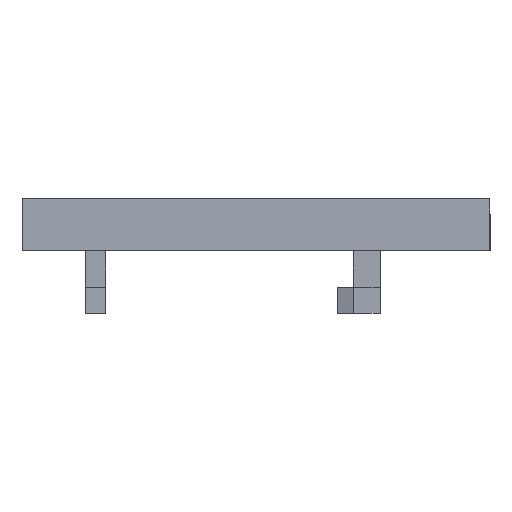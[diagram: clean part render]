
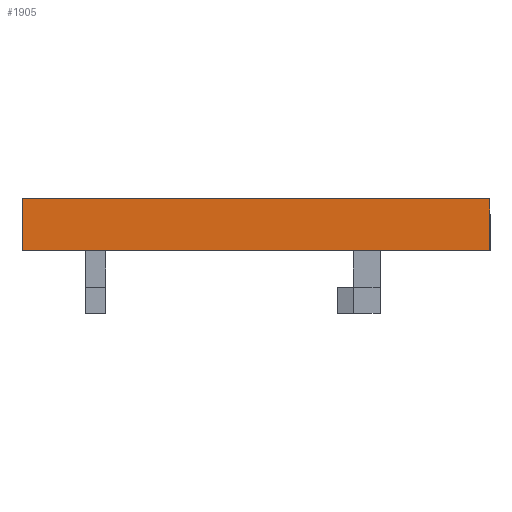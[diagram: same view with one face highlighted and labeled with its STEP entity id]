
A CAD part, left-side view. The second image highlights one B-rep face of the part: STEP entity #1905.
In plain terms, the highlighted planar face has unit normal (-1, 0, 0).
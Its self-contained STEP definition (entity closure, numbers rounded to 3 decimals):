
#89 = VECTOR ( 'NONE', #2668, 1000. ) ;
#109 = EDGE_CURVE ( 'NONE', #2019, #404, #1610, .T. ) ;
#149 = AXIS2_PLACEMENT_3D ( 'NONE', #1861, #630, #1644 ) ;
#347 = DIRECTION ( 'NONE',  ( 0., 0., -1. ) ) ;
#404 = VERTEX_POINT ( 'NONE', #1765 ) ;
#453 = CARTESIAN_POINT ( 'NONE',  ( 120.58, 92.999, 16.227 ) ) ;
#518 = ORIENTED_EDGE ( 'NONE', *, *, #2554, .F. ) ;
#547 = EDGE_CURVE ( 'NONE', #1541, #3121, #2193, .T. ) ;
#630 = DIRECTION ( 'NONE',  ( -1., 0., 0. ) ) ;
#704 = LINE ( 'NONE', #2440, #840 ) ;
#751 = DIRECTION ( 'NONE',  ( 0., -1., 0. ) ) ;
#796 = CARTESIAN_POINT ( 'NONE',  ( 120.58, 92.999, -3.773 ) ) ;
#840 = VECTOR ( 'NONE', #1465, 1000. ) ;
#945 = ORIENTED_EDGE ( 'NONE', *, *, #1049, .T. ) ;
#1049 = EDGE_CURVE ( 'NONE', #3121, #404, #704, .T. ) ;
#1344 = PLANE ( 'NONE',  #149 ) ;
#1465 = DIRECTION ( 'NONE',  ( 0., -1., 0. ) ) ;
#1541 = VERTEX_POINT ( 'NONE', #453 ) ;
#1610 = LINE ( 'NONE', #2609, #2897 ) ;
#1644 = DIRECTION ( 'NONE',  ( 0., 0., 1. ) ) ;
#1765 = CARTESIAN_POINT ( 'NONE',  ( 120.58, -87.001, -3.773 ) ) ;
#1773 = LINE ( 'NONE', #3007, #1997 ) ;
#1861 = CARTESIAN_POINT ( 'NONE',  ( 120.58, 92.999, -3.773 ) ) ;
#1874 = CARTESIAN_POINT ( 'NONE',  ( 120.58, 92.999, -3.773 ) ) ;
#1905 = ADVANCED_FACE ( 'NONE', ( #1917 ), #1344, .T. ) ;
#1917 = FACE_OUTER_BOUND ( 'NONE', #3196, .T. ) ;
#1997 = VECTOR ( 'NONE', #751, 1000. ) ;
#2019 = VERTEX_POINT ( 'NONE', #3037 ) ;
#2193 = LINE ( 'NONE', #1874, #89 ) ;
#2440 = CARTESIAN_POINT ( 'NONE',  ( 120.58, 92.999, -3.773 ) ) ;
#2554 = EDGE_CURVE ( 'NONE', #1541, #2019, #1773, .T. ) ;
#2609 = CARTESIAN_POINT ( 'NONE',  ( 120.58, -87.001, -3.773 ) ) ;
#2616 = ORIENTED_EDGE ( 'NONE', *, *, #109, .F. ) ;
#2668 = DIRECTION ( 'NONE',  ( 0., 0., -1. ) ) ;
#2744 = ORIENTED_EDGE ( 'NONE', *, *, #547, .T. ) ;
#2897 = VECTOR ( 'NONE', #347, 1000. ) ;
#3007 = CARTESIAN_POINT ( 'NONE',  ( 120.58, 92.999, 16.227 ) ) ;
#3037 = CARTESIAN_POINT ( 'NONE',  ( 120.58, -87.001, 16.227 ) ) ;
#3121 = VERTEX_POINT ( 'NONE', #796 ) ;
#3196 = EDGE_LOOP ( 'NONE', ( #945, #2616, #518, #2744 ) ) ;
